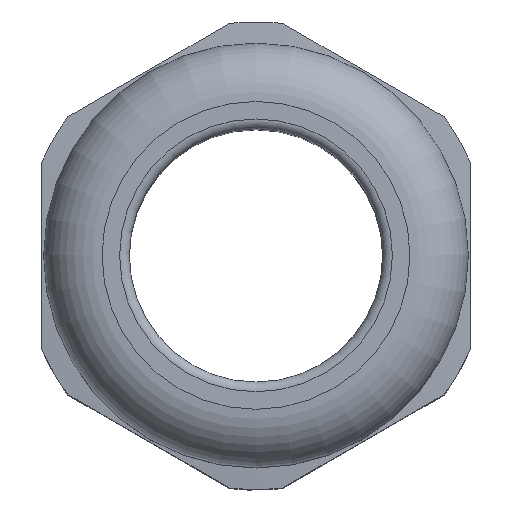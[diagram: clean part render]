
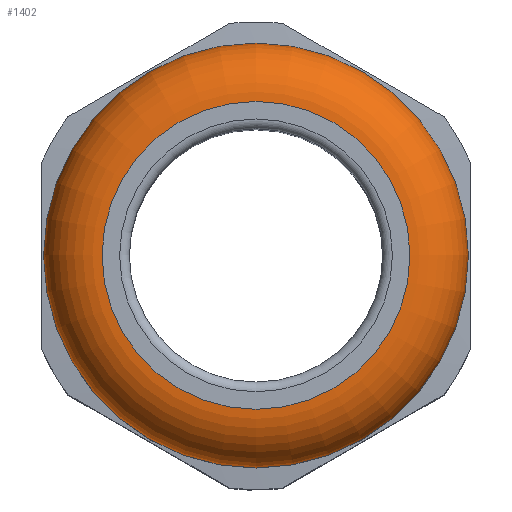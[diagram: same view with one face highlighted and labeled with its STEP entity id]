
A CAD part, top view. The second image highlights one B-rep face of the part: STEP entity #1402.
In plain terms, the highlighted toroidal (fillet/blend) face has major radius 7.9 mm and minor radius 3 mm.
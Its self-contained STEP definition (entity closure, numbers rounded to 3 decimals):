
#19=TOROIDAL_SURFACE('',#1518,7.9,3.);
#74=FACE_BOUND('',#284,.T.);
#111=CIRCLE('',#1515,7.9);
#113=CIRCLE('',#1519,10.9);
#189=FACE_OUTER_BOUND('',#283,.T.);
#283=EDGE_LOOP('',(#1269));
#284=EDGE_LOOP('',(#1270));
#694=VERTEX_POINT('',#2318);
#696=VERTEX_POINT('',#2324);
#886=EDGE_CURVE('',#694,#694,#111,.T.);
#888=EDGE_CURVE('',#696,#696,#113,.T.);
#1269=ORIENTED_EDGE('',*,*,#886,.T.);
#1270=ORIENTED_EDGE('',*,*,#888,.F.);
#1402=ADVANCED_FACE('',(#189,#74),#19,.T.);
#1515=AXIS2_PLACEMENT_3D('',#2319,#1879,#1880);
#1518=AXIS2_PLACEMENT_3D('',#2323,#1885,#1886);
#1519=AXIS2_PLACEMENT_3D('',#2325,#1887,#1888);
#1879=DIRECTION('center_axis',(0.,0.,-1.));
#1880=DIRECTION('ref_axis',(-1.,0.,0.));
#1885=DIRECTION('center_axis',(0.,0.,-1.));
#1886=DIRECTION('ref_axis',(-1.,0.,0.));
#1887=DIRECTION('center_axis',(0.,0.,-1.));
#1888=DIRECTION('ref_axis',(-1.,0.,0.));
#2318=CARTESIAN_POINT('',(-7.9,0.,33.5));
#2319=CARTESIAN_POINT('Origin',(0.,0.,33.5));
#2323=CARTESIAN_POINT('Origin',(0.,0.,30.5));
#2324=CARTESIAN_POINT('',(-10.9,0.,30.5));
#2325=CARTESIAN_POINT('Origin',(0.,0.,30.5));
